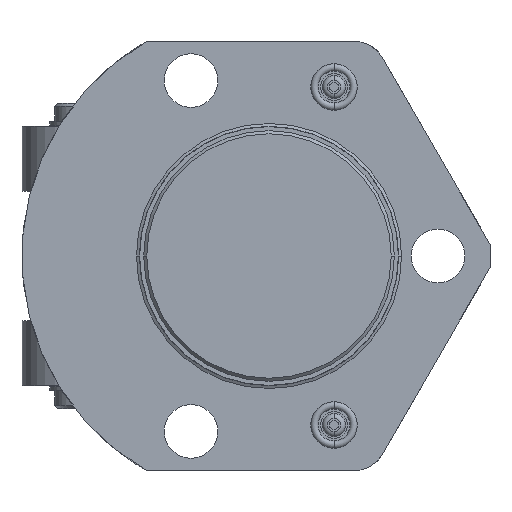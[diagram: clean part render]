
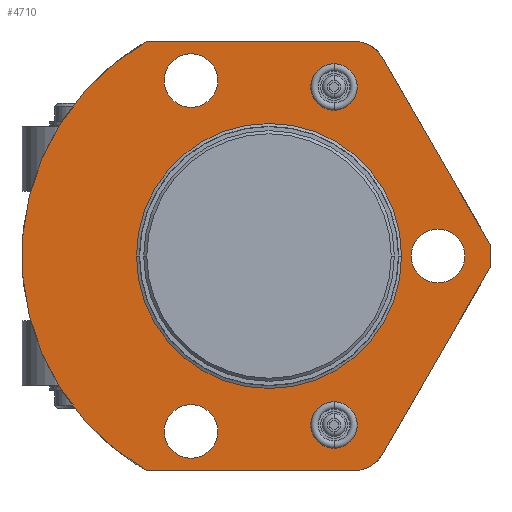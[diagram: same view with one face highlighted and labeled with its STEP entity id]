
A CAD part, front view. The second image highlights one B-rep face of the part: STEP entity #4710.
In plain terms, the highlighted planar face has unit normal (0, -1, 0).
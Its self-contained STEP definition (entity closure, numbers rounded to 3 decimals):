
#162=CARTESIAN_POINT('',(0.,0.,0.));
#163=DIRECTION('',(0.,-1.,0.));
#164=DIRECTION('',(-0.496,0.,0.868));
#165=AXIS2_PLACEMENT_3D('',#162,#163,#164);
#361=CARTESIAN_POINT('',(0.,0.,0.));
#362=DIRECTION('',(0.,1.,0.));
#363=DIRECTION('',(1.,0.,0.));
#364=AXIS2_PLACEMENT_3D('',#361,#362,#363);
#366=CARTESIAN_POINT('',(0.,0.,0.));
#367=DIRECTION('',(0.,1.,0.));
#368=DIRECTION('',(-1.,0.,0.));
#369=AXIS2_PLACEMENT_3D('',#366,#367,#368);
#371=CARTESIAN_POINT('',(41.275,0.,0.));
#372=DIRECTION('',(0.,-1.,0.));
#373=DIRECTION('',(1.,0.,0.));
#374=AXIS2_PLACEMENT_3D('',#371,#372,#373);
#376=CARTESIAN_POINT('',(41.275,0.,0.));
#377=DIRECTION('',(0.,-1.,0.));
#378=DIRECTION('',(-1.,0.,0.));
#379=AXIS2_PLACEMENT_3D('',#376,#377,#378);
#381=CARTESIAN_POINT('',(-19.05,0.,42.85));
#382=DIRECTION('',(0.,-1.,0.));
#383=DIRECTION('',(1.,0.,0.));
#384=AXIS2_PLACEMENT_3D('',#381,#382,#383);
#386=CARTESIAN_POINT('',(-19.05,0.,42.85));
#387=DIRECTION('',(0.,-1.,0.));
#388=DIRECTION('',(-1.,0.,0.));
#389=AXIS2_PLACEMENT_3D('',#386,#387,#388);
#391=CARTESIAN_POINT('',(-19.05,0.,-42.85));
#392=DIRECTION('',(0.,-1.,0.));
#393=DIRECTION('',(1.,0.,0.));
#394=AXIS2_PLACEMENT_3D('',#391,#392,#393);
#396=CARTESIAN_POINT('',(-19.05,0.,-42.85));
#397=DIRECTION('',(0.,-1.,0.));
#398=DIRECTION('',(-1.,0.,0.));
#399=AXIS2_PLACEMENT_3D('',#396,#397,#398);
#401=CARTESIAN_POINT('',(15.875,0.,-41.275));
#402=DIRECTION('',(0.,-1.,0.));
#403=DIRECTION('',(-1.,0.,0.));
#404=AXIS2_PLACEMENT_3D('',#401,#402,#403);
#406=CARTESIAN_POINT('',(15.875,0.,-41.275));
#407=DIRECTION('',(0.,-1.,0.));
#408=DIRECTION('',(1.,0.,0.));
#409=AXIS2_PLACEMENT_3D('',#406,#407,#408);
#411=CARTESIAN_POINT('',(15.875,0.,41.275));
#412=DIRECTION('',(0.,-1.,0.));
#413=DIRECTION('',(-1.,0.,0.));
#414=AXIS2_PLACEMENT_3D('',#411,#412,#413);
#416=CARTESIAN_POINT('',(15.875,0.,41.275));
#417=DIRECTION('',(0.,-1.,0.));
#418=DIRECTION('',(1.,0.,0.));
#419=AXIS2_PLACEMENT_3D('',#416,#417,#418);
#421=DIRECTION('',(-0.5,0.,0.866));
#422=VECTOR('',#421,52.604);
#423=CARTESIAN_POINT('',(53.975,0.,2.894));
#424=LINE('',#423,#422);
#425=DIRECTION('',(0.,0.,1.));
#426=VECTOR('',#425,5.788);
#427=CARTESIAN_POINT('',(53.975,0.,-2.894));
#428=LINE('',#427,#426);
#429=DIRECTION('',(0.5,0.,0.866));
#430=VECTOR('',#429,52.604);
#431=CARTESIAN_POINT('',(27.673,0.,-48.451));
#432=LINE('',#431,#430);
#433=DIRECTION('',(1.,0.,0.));
#434=VECTOR('',#433,50.765);
#435=CARTESIAN_POINT('',(-29.911,0.,-52.388));
#436=LINE('',#435,#434);
#437=DIRECTION('',(1.,0.,0.));
#438=VECTOR('',#437,50.765);
#439=CARTESIAN_POINT('',(-29.911,0.,52.388));
#440=LINE('',#439,#438);
#885=CARTESIAN_POINT('',(20.854,0.,-44.514));
#886=DIRECTION('',(0.,-1.,0.));
#887=DIRECTION('',(0.,0.,-1.));
#888=AXIS2_PLACEMENT_3D('',#885,#886,#887);
#2232=CARTESIAN_POINT('',(20.854,0.,44.514));
#2233=DIRECTION('',(0.,-1.,0.));
#2234=DIRECTION('',(0.866,0.,0.5));
#2235=AXIS2_PLACEMENT_3D('',#2232,#2233,#2234);
#3505=CARTESIAN_POINT('',(-29.911,0.,52.388));
#3506=CARTESIAN_POINT('',(-29.911,0.,-52.388));
#3507=VERTEX_POINT('',#3505);
#3508=VERTEX_POINT('',#3506);
#3509=CARTESIAN_POINT('',(53.975,0.,-2.894));
#3510=CARTESIAN_POINT('',(53.975,0.,2.894));
#3511=VERTEX_POINT('',#3509);
#3512=VERTEX_POINT('',#3510);
#3513=CARTESIAN_POINT('',(47.816,0.,0.));
#3514=CARTESIAN_POINT('',(34.735,0.,0.));
#3515=VERTEX_POINT('',#3513);
#3516=VERTEX_POINT('',#3514);
#3525=CARTESIAN_POINT('',(-12.51,0.,-42.85));
#3526=CARTESIAN_POINT('',(-25.591,0.,-42.85));
#3527=VERTEX_POINT('',#3525);
#3528=VERTEX_POINT('',#3526);
#3533=CARTESIAN_POINT('',(-12.51,0.,42.85));
#3534=CARTESIAN_POINT('',(-25.591,0.,42.85));
#3535=VERTEX_POINT('',#3533);
#3536=VERTEX_POINT('',#3534);
#3615=CARTESIAN_POINT('',(10.204,0.,-41.275));
#3616=CARTESIAN_POINT('',(21.546,0.,-41.275));
#3617=VERTEX_POINT('',#3615);
#3618=VERTEX_POINT('',#3616);
#3631=CARTESIAN_POINT('',(10.204,0.,41.275));
#3632=CARTESIAN_POINT('',(21.546,0.,41.275));
#3633=VERTEX_POINT('',#3631);
#3634=VERTEX_POINT('',#3632);
#3635=CARTESIAN_POINT('',(27.673,0.,48.451));
#3636=CARTESIAN_POINT('',(20.854,0.,52.388));
#3637=VERTEX_POINT('',#3635);
#3638=VERTEX_POINT('',#3636);
#3639=CARTESIAN_POINT('',(20.854,0.,-52.388));
#3640=CARTESIAN_POINT('',(27.673,0.,-48.451));
#3641=VERTEX_POINT('',#3639);
#3642=VERTEX_POINT('',#3640);
#3647=CARTESIAN_POINT('',(30.607,0.,0.));
#3648=CARTESIAN_POINT('',(-30.607,0.,0.));
#3649=VERTEX_POINT('',#3647);
#3650=VERTEX_POINT('',#3648);
#4654=CARTESIAN_POINT('',(0.,0.,0.));
#4655=DIRECTION('',(0.,-1.,0.));
#4656=DIRECTION('',(1.,0.,0.));
#4657=AXIS2_PLACEMENT_3D('',#4654,#4655,#4656);
#4658=PLANE('',#4657);
#4660=ORIENTED_EDGE('',*,*,#4659,.F.);
#4662=ORIENTED_EDGE('',*,*,#4661,.F.);
#4664=ORIENTED_EDGE('',*,*,#4663,.F.);
#4666=ORIENTED_EDGE('',*,*,#4665,.F.);
#4668=ORIENTED_EDGE('',*,*,#4667,.F.);
#4670=ORIENTED_EDGE('',*,*,#4669,.F.);
#4671=ORIENTED_EDGE('',*,*,#4458,.F.);
#4673=ORIENTED_EDGE('',*,*,#4672,.T.);
#4674=EDGE_LOOP('',(#4660,#4662,#4664,#4666,#4668,#4670,#4671,#4673));
#4675=FACE_OUTER_BOUND('',#4674,.F.);
#4677=ORIENTED_EDGE('',*,*,#4676,.F.);
#4679=ORIENTED_EDGE('',*,*,#4678,.F.);
#4680=EDGE_LOOP('',(#4677,#4679));
#4681=FACE_BOUND('',#4680,.F.);
#4683=ORIENTED_EDGE('',*,*,#4682,.T.);
#4685=ORIENTED_EDGE('',*,*,#4684,.T.);
#4686=EDGE_LOOP('',(#4683,#4685));
#4687=FACE_BOUND('',#4686,.F.);
#4688=ORIENTED_EDGE('',*,*,#4636,.T.);
#4689=ORIENTED_EDGE('',*,*,#4647,.T.);
#4690=EDGE_LOOP('',(#4688,#4689));
#4691=FACE_BOUND('',#4690,.F.);
#4693=ORIENTED_EDGE('',*,*,#4692,.T.);
#4695=ORIENTED_EDGE('',*,*,#4694,.T.);
#4696=EDGE_LOOP('',(#4693,#4695));
#4697=FACE_BOUND('',#4696,.F.);
#4699=ORIENTED_EDGE('',*,*,#4698,.T.);
#4701=ORIENTED_EDGE('',*,*,#4700,.T.);
#4702=EDGE_LOOP('',(#4699,#4701));
#4703=FACE_BOUND('',#4702,.F.);
#4705=ORIENTED_EDGE('',*,*,#4704,.T.);
#4707=ORIENTED_EDGE('',*,*,#4706,.T.);
#4708=EDGE_LOOP('',(#4705,#4707));
#4709=FACE_BOUND('',#4708,.F.);
#4710=ADVANCED_FACE('',(#4675,#4681,#4687,#4691,#4697,#4703,#4709),#4658,.T.);
#166=CIRCLE('',#165,60.325);
#365=CIRCLE('',#364,30.607);
#370=CIRCLE('',#369,30.607);
#375=CIRCLE('',#374,6.541);
#380=CIRCLE('',#379,6.541);
#385=CIRCLE('',#384,6.541);
#390=CIRCLE('',#389,6.541);
#395=CIRCLE('',#394,6.541);
#400=CIRCLE('',#399,6.541);
#405=CIRCLE('',#404,5.671);
#410=CIRCLE('',#409,5.671);
#415=CIRCLE('',#414,5.671);
#420=CIRCLE('',#419,5.671);
#889=CIRCLE('',#888,7.874);
#2236=CIRCLE('',#2235,7.874);
#4458=EDGE_CURVE('',#3507,#3508,#166,.T.);
#4636=EDGE_CURVE('',#3535,#3536,#385,.T.);
#4647=EDGE_CURVE('',#3536,#3535,#390,.T.);
#4659=EDGE_CURVE('',#3637,#3638,#2236,.T.);
#4661=EDGE_CURVE('',#3512,#3637,#424,.T.);
#4663=EDGE_CURVE('',#3511,#3512,#428,.T.);
#4665=EDGE_CURVE('',#3642,#3511,#432,.T.);
#4667=EDGE_CURVE('',#3641,#3642,#889,.T.);
#4669=EDGE_CURVE('',#3508,#3641,#436,.T.);
#4672=EDGE_CURVE('',#3507,#3638,#440,.T.);
#4676=EDGE_CURVE('',#3649,#3650,#365,.T.);
#4678=EDGE_CURVE('',#3650,#3649,#370,.T.);
#4682=EDGE_CURVE('',#3515,#3516,#375,.T.);
#4684=EDGE_CURVE('',#3516,#3515,#380,.T.);
#4692=EDGE_CURVE('',#3527,#3528,#395,.T.);
#4694=EDGE_CURVE('',#3528,#3527,#400,.T.);
#4698=EDGE_CURVE('',#3617,#3618,#405,.T.);
#4700=EDGE_CURVE('',#3618,#3617,#410,.T.);
#4704=EDGE_CURVE('',#3633,#3634,#415,.T.);
#4706=EDGE_CURVE('',#3634,#3633,#420,.T.);
